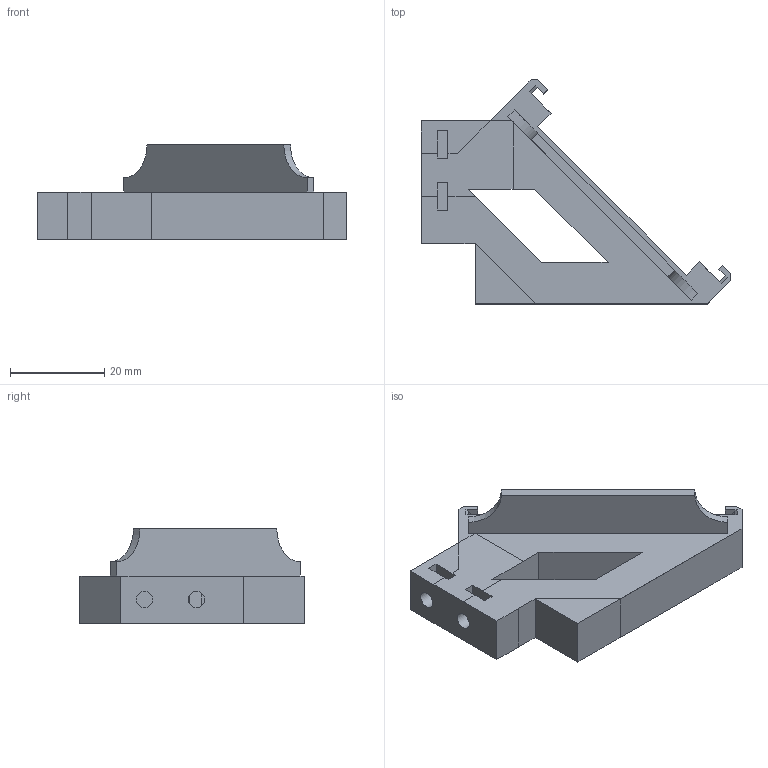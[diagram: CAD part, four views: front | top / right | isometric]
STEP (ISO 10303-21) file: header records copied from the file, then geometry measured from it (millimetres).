
FILE_DESCRIPTION(('FreeCAD Model'),'2;1');
FILE_NAME('lcd-supports1.step', '2017-12-05T19:59:57',('Author'),(''), 'Open CASCADE STEP processor 6.8','FreeCAD','Unknown');
FILE_SCHEMA(('AUTOMOTIVE_DESIGN_CC2 { 1 2 10303 214 -1 1 5 4 }'));
Length unit declared in the file: millimetre
Products named in the file (4): ASSEMBLY; difference004; Cut016; Cut017
Assembly tree (3 placements, depth 2):
  ASSEMBLY
    difference004
    Cut016
    Cut017
Bounding box: 65.69 x 47.48 x 20 mm (x, y, z)
Volume: 27207.1 mm3; surface area: 13133.2 mm2
Topology: 3 solids, 3 shells, 149 faces, 429 edges, 282 vertices
Faces by surface type: plane 139, cylinder 10
Full cylindrical faces by diameter (mm): 3.5 x8
Entity records: 10065 total; most frequent: CARTESIAN_POINT 2252, DIRECTION 1141, ORIENTED_EDGE 858, PCURVE 858, DEFINITIONAL_REPRESENTATION 858, LINE 751, VECTOR 751, B_SPLINE_CURVE_WITH_KNOTS 480
